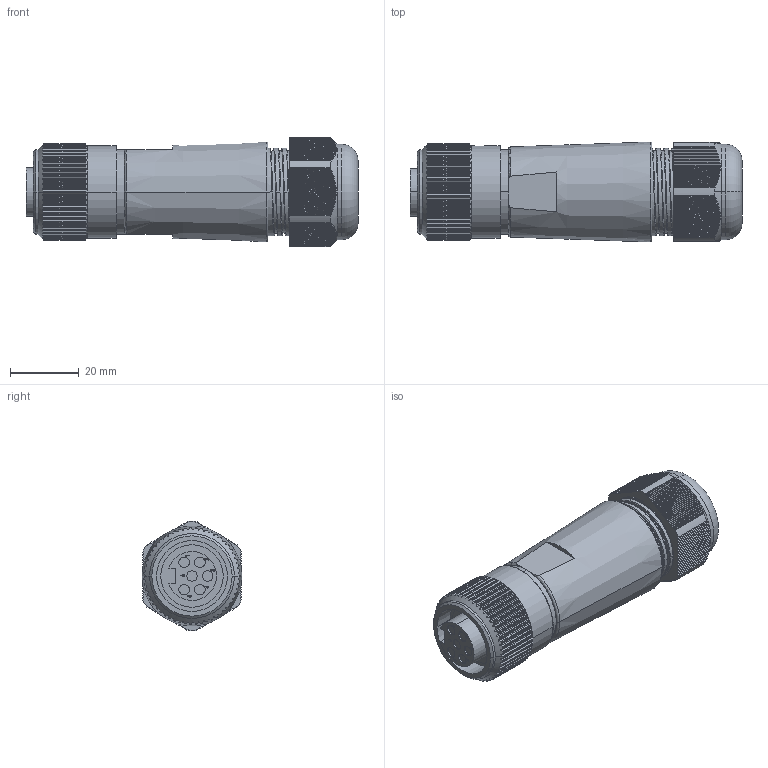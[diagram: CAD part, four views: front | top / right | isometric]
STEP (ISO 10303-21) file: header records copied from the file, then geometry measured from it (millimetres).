
FILE_DESCRIPTION (( 'STEP AP214' ), '1' );
FILE_NAME ('ZP-S1-6FP-FWX.step', '2016-03-08T22:14:56', ( '' ), ( '' ), 'SwSTEP 2.0', 'SolidWorks 2015', '' );
FILE_SCHEMA (( 'AUTOMOTIVE_DESIGN' ));
Length unit declared in the file: millimetre
Products named in the file (1): ZP-S1-6FP-FWX
Bounding box: 96.49 x 29.06 x 31.9 mm (x, y, z)
Volume: 50033.6 mm3; surface area: 16495.1 mm2
Topology: 4 solids, 4 shells, 898 faces, 2585 edges, 1713 vertices
Faces by surface type: plane 523, cylinder 307, bspline 45, torus 13, cone 10
Entity records: 36061 total; most frequent: CARTESIAN_POINT 14491, ORIENTED_EDGE 5170, DIRECTION 3456, EDGE_CURVE 2585, VERTEX_POINT 1713, VECTOR 1266, LINE 1266, AXIS2_PLACEMENT_3D 1095
